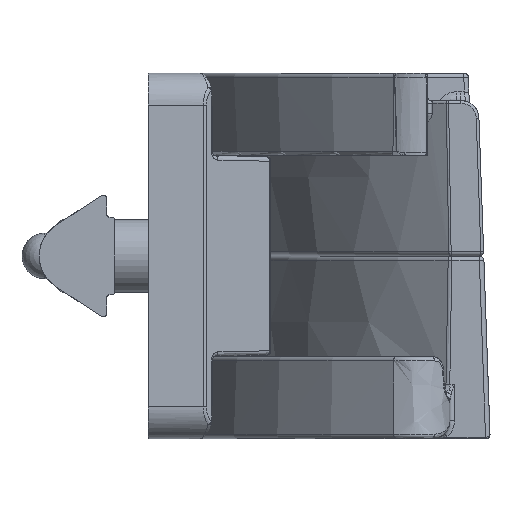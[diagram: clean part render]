
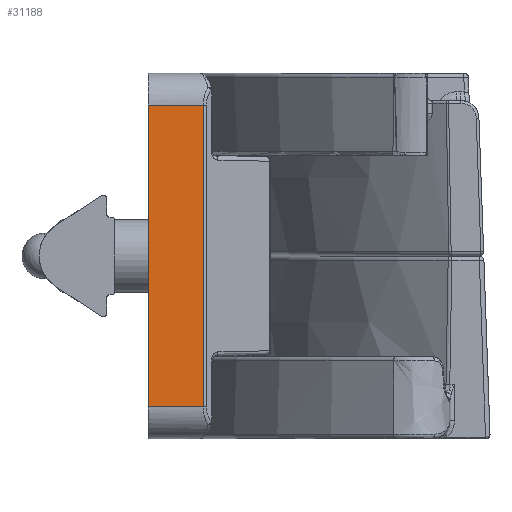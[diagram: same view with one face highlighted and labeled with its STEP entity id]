
A CAD part, left-side view. The second image highlights one B-rep face of the part: STEP entity #31188.
In plain terms, the highlighted face is planar.
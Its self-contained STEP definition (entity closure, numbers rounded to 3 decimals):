
#250=PLANE('',#33663);
#2299=LINE('',#55066,#3951);
#2353=LINE('',#55548,#4005);
#2354=LINE('',#55550,#4006);
#2355=LINE('',#55551,#4007);
#3951=VECTOR('',#38199,33.);
#4005=VECTOR('',#38319,6.024);
#4006=VECTOR('',#38320,33.);
#4007=VECTOR('',#38321,6.024);
#7394=FACE_OUTER_BOUND('',#9411,.T.);
#9411=EDGE_LOOP('',(#22435,#22436,#22437,#22438));
#13205=VERTEX_POINT('',#55064);
#13206=VERTEX_POINT('',#55065);
#13321=VERTEX_POINT('',#55547);
#13322=VERTEX_POINT('',#55549);
#16442=EDGE_CURVE('',#13205,#13206,#2299,.T.);
#16562=EDGE_CURVE('',#13205,#13321,#2353,.T.);
#16563=EDGE_CURVE('',#13321,#13322,#2354,.T.);
#16564=EDGE_CURVE('',#13322,#13206,#2355,.T.);
#22435=ORIENTED_EDGE('',*,*,#16562,.T.);
#22436=ORIENTED_EDGE('',*,*,#16563,.T.);
#22437=ORIENTED_EDGE('',*,*,#16564,.T.);
#22438=ORIENTED_EDGE('',*,*,#16442,.F.);
#31188=ADVANCED_FACE('',(#7394),#250,.T.);
#33663=AXIS2_PLACEMENT_3D('',#55546,#38317,#38318);
#38199=DIRECTION('',(0.,-1.,0.));
#38317=DIRECTION('center_axis',(0.035,0.,
-0.999));
#38318=DIRECTION('ref_axis',(-0.999,0.,-0.035));
#38319=DIRECTION('',(0.999,0.,0.035));
#38320=DIRECTION('',(0.,-1.,0.));
#38321=DIRECTION('',(-0.999,0.,-0.035));
#55064=CARTESIAN_POINT('',(-0.5,16.5,-20.));
#55065=CARTESIAN_POINT('',(-0.5,-16.5,-20.));
#55066=CARTESIAN_POINT('',(-0.5,-20.,-20.));
#55546=CARTESIAN_POINT('Origin',(-0.5,-20.,-20.));
#55547=CARTESIAN_POINT('',(5.52,16.5,-19.79));
#55548=CARTESIAN_POINT('',(5.717,16.5,-19.783));
#55549=CARTESIAN_POINT('',(5.52,-16.5,-19.79));
#55550=CARTESIAN_POINT('',(5.52,-16.5,-19.79));
#55551=CARTESIAN_POINT('',(-0.5,-16.5,-20.));
